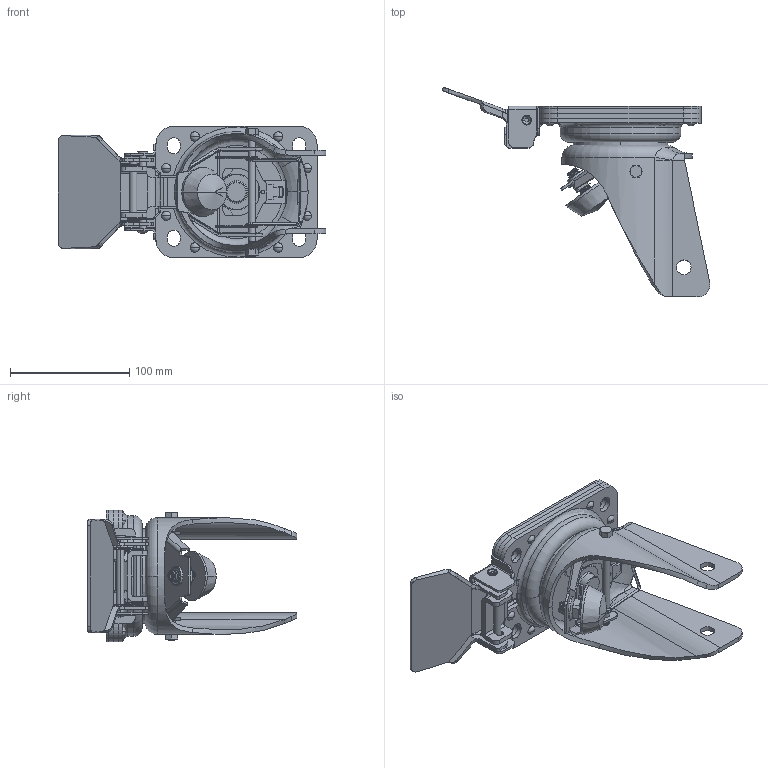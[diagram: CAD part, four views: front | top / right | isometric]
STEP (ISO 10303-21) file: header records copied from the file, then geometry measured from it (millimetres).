
FILE_DESCRIPTION (( 'STEP AP214' ), '1' );
FILE_NAME ('0040644BRL.step', '2023-02-20T09:31:23', ( '' ), ( '' ), 'SwSTEP 2.0', 'SolidWorks 2020', '' );
FILE_SCHEMA (( 'AUTOMOTIVE_DESIGN' ));
Length unit declared in the file: millimetre
Products named in the file (1): 0040644BRL
Bounding box: 224.52 x 175.74 x 110 mm (x, y, z)
Surface area: 174637 mm2 (no closed solid volume)
Topology: 0 solids, 41 shells, 601 faces, 1930 edges, 1330 vertices
Faces by surface type: plane 211, cylinder 189, bspline 113, torus 39, cone 27, sphere 22
Entity records: 37280 total; most frequent: CARTESIAN_POINT 20369, ORIENTED_EDGE 3195, DIRECTION 3170, EDGE_CURVE 1916, VERTEX_POINT 1323, AXIS2_PLACEMENT_3D 1175, LINE 820, VECTOR 820
